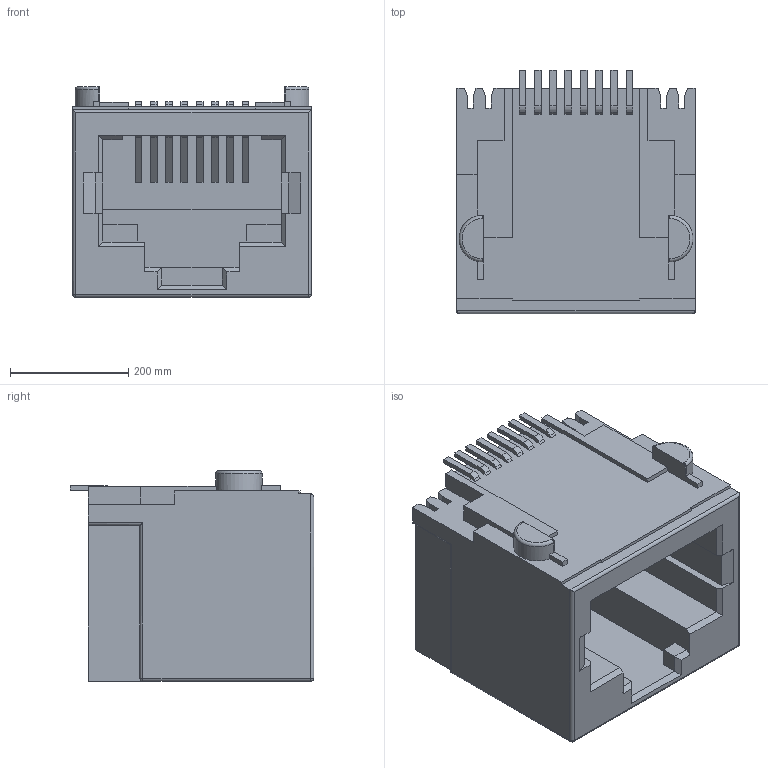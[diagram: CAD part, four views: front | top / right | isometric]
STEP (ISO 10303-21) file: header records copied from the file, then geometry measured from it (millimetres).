
FILE_DESCRIPTION((''),'2;1');
FILE_NAME('5JSMT__1_3D0001_1_1','2020-03-09T11:50:14',('Administrator'),(''),'CREO PARAMETRIC BY PTC INC, 2018400','CREO PARAMETRIC BY PTC INC, 2018400','');
FILE_SCHEMA(('CONFIG_CONTROL_DESIGN'));
Length unit declared in the file: inch
Products named in the file (1): 5JSMT__1_3D0001_1_1
Bounding box: 403.86 x 412.75 x 356.87 mm (x, y, z)
Volume: 31886791.6 mm3; surface area: 1303518 mm2
Topology: 1 solids, 1 shells, 268 faces, 745 edges, 484 vertices
Faces by surface type: plane 216, cylinder 46, sphere 4, torus 2
Entity records: 8511 total; most frequent: CARTESIAN_POINT 1546, ORIENTED_EDGE 1482, DIRECTION 1349, EDGE_CURVE 741, VECTOR 647, LINE 647, VERTEX_POINT 484, AXIS2_PLACEMENT_3D 351
